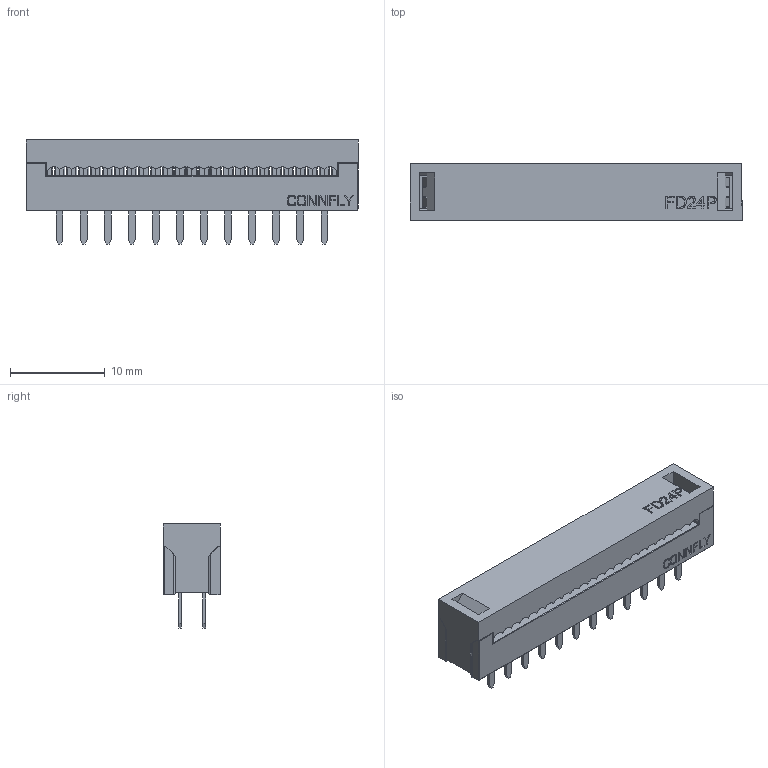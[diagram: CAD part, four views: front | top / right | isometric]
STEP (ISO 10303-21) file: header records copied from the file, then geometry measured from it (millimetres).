
FILE_DESCRIPTION (( 'STEP AP214' ), '1' );
FILE_NAME ('FDC-24 ( DS1018-2.54-24 ).STEP', '2017-04-09T23:48:07', ( 'SIG' ), ( '' ), 'SwSTEP 2.0', 'SolidWorks 2014', '' );
FILE_SCHEMA (( 'AUTOMOTIVE_DESIGN' ));
Length unit declared in the file: millimetre
Products named in the file (5): FDC-24 ( DS1018-2.54-24S ); FDC-24 ( DS1018-2.54-24 ); FDC-24 ( DS1018-2.54-24L )
Assembly tree (2 placements, depth 2):
  FDC-24 ( DS1018-2.54-24S )
  FDC-24 ( DS1018-2.54-24 )
    FDC-24 ( DS1018-2.54-24S )
    FDC-24 ( DS1018-2.54-24L )
  FDC-24 ( DS1018-2.54-24L )
Bounding box: 35.05 x 6.02 x 11 mm (x, y, z)
Volume: 1270.6 mm3; surface area: 2164 mm2
Topology: 2 solids, 2 shells, 1040 faces, 2712 edges, 1767 vertices
Faces by surface type: plane 926, cylinder 68, bspline 46
Entity records: 41723 total; most frequent: CARTESIAN_POINT 8327, ORIENTED_EDGE 5424, DIRECTION 4697, EDGE_CURVE 2712, LINE 2503, VECTOR 2503, VERTEX_POINT 1767, EDGE_LOOP 1135
